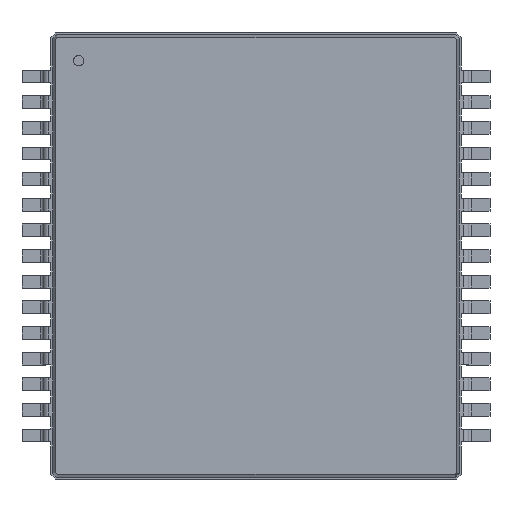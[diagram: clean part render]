
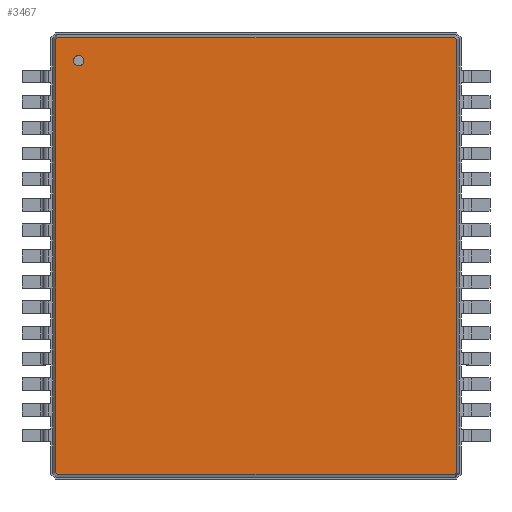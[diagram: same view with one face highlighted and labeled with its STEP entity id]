
A CAD part, top view. The second image highlights one B-rep face of the part: STEP entity #3467.
In plain terms, the highlighted planar face has unit normal (0, 0, 1).
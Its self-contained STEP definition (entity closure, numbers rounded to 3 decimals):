
#13=DIRECTION('',(0.,0.,1.));
#27=VECTOR('',#28,1.);
#28=DIRECTION('',(0.,-1.,0.));
#49=DIRECTION('',(0.,1.,0.));
#59=VECTOR('',#60,1.);
#60=DIRECTION('',(1.,0.,0.));
#84=DIRECTION('',(0.,0.,-1.));
#131=VECTOR('',#132,1.);
#132=DIRECTION('',(-1.,0.,0.));
#477=VECTOR('',#478,1.);
#478=DIRECTION('',(0.707,-0.707,0.));
#484=VECTOR('',#485,1.);
#485=DIRECTION('',(-0.707,-0.707,0.));
#496=VECTOR('',#497,1.);
#497=DIRECTION('',(-0.707,0.707,0.));
#503=VECTOR('',#49,1.);
#507=VECTOR('',#508,1.);
#508=DIRECTION('',(0.707,0.707,0.));
#1233=VERTEX_POINT('',#1234);
#1234=CARTESIAN_POINT('',(7.814,-8.432,1.6));
#1237=EDGE_CURVE('',#1238,#1233,#1240,.T.);
#1238=VERTEX_POINT('',#1239);
#1239=CARTESIAN_POINT('',(7.814,8.432,1.6));
#1240=LINE('',#1239,#27);
#3459=EDGE_CURVE('',#3460,#1238,#3462,.T.);
#3460=VERTEX_POINT('',#3461);
#3461=CARTESIAN_POINT('',(7.732,8.514,1.6));
#3462=LINE('',#3461,#477);
#3467=ADVANCED_FACE('',(#3468,#3500),#3509,.F.);
#3468=FACE_BOUND('',#3469,.F.);
#3469=EDGE_LOOP('',(#3470,#3475,#3476,#3477,#3482,#3487,#3492,#3497));
#3470=ORIENTED_EDGE('',*,*,#3471,.T.);
#3471=EDGE_CURVE('',#3472,#3460,#3474,.T.);
#3472=VERTEX_POINT('',#3473);
#3473=CARTESIAN_POINT('',(-7.732,8.514,1.6));
#3474=LINE('',#3473,#59);
#3475=ORIENTED_EDGE('',*,*,#3459,.T.);
#3476=ORIENTED_EDGE('',*,*,#1237,.T.);
#3477=ORIENTED_EDGE('',*,*,#3478,.T.);
#3478=EDGE_CURVE('',#1233,#3479,#3481,.T.);
#3479=VERTEX_POINT('',#3480);
#3480=CARTESIAN_POINT('',(7.732,-8.514,1.6));
#3481=LINE('',#1234,#484);
#3482=ORIENTED_EDGE('',*,*,#3483,.T.);
#3483=EDGE_CURVE('',#3479,#3484,#3486,.T.);
#3484=VERTEX_POINT('',#3485);
#3485=CARTESIAN_POINT('',(-7.732,-8.514,1.6));
#3486=LINE('',#3480,#131);
#3487=ORIENTED_EDGE('',*,*,#3488,.T.);
#3488=EDGE_CURVE('',#3484,#3489,#3491,.T.);
#3489=VERTEX_POINT('',#3490);
#3490=CARTESIAN_POINT('',(-7.814,-8.432,1.6));
#3491=LINE('',#3485,#496);
#3492=ORIENTED_EDGE('',*,*,#3493,.T.);
#3493=EDGE_CURVE('',#3489,#3494,#3496,.T.);
#3494=VERTEX_POINT('',#3495);
#3495=CARTESIAN_POINT('',(-7.814,8.432,1.6));
#3496=LINE('',#3490,#503);
#3497=ORIENTED_EDGE('',*,*,#3498,.T.);
#3498=EDGE_CURVE('',#3494,#3472,#3499,.T.);
#3499=LINE('',#3495,#507);
#3500=FACE_BOUND('',#3501,.F.);
#3501=EDGE_LOOP('',(#3502));
#3502=ORIENTED_EDGE('',*,*,#3503,.T.);
#3503=EDGE_CURVE('',#3504,#3504,#3506,.T.);
#3504=VERTEX_POINT('',#3505);
#3505=CARTESIAN_POINT('',(-6.914,7.414,1.6));
#3506=CIRCLE('',#3507,0.2);
#3507=AXIS2_PLACEMENT_3D('',#3508,#13,#28);
#3508=CARTESIAN_POINT('',(-6.914,7.614,1.6));
#3509=PLANE('',#3510);
#3510=AXIS2_PLACEMENT_3D('',#3473,#84,#3511);
#3511=DIRECTION('',(0.672,-0.74,0.));
